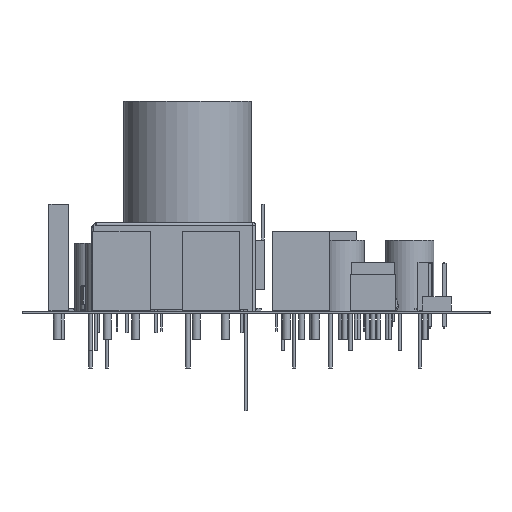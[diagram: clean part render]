
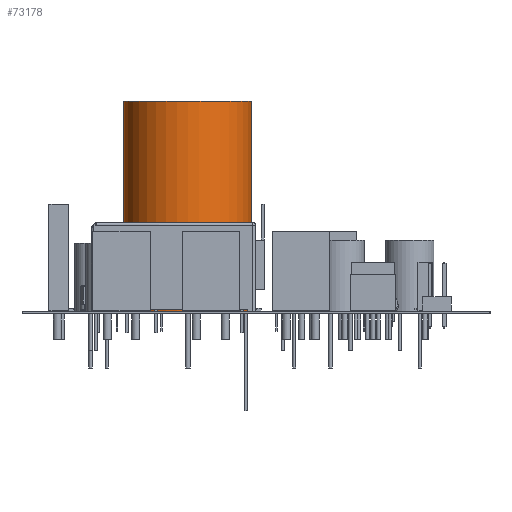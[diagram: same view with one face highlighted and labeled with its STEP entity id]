
A CAD part, left-side view. The second image highlights one B-rep face of the part: STEP entity #73178.
In plain terms, the highlighted cylindrical face has radius 11.25 mm (diameter 22.5 mm), a full revolution.
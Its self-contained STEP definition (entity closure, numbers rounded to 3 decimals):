
#73178 = ADVANCED_FACE('',(#73179),#73206,.T.);
#73179 = FACE_BOUND('',#73180,.T.);
#73180 = EDGE_LOOP('',(#73181,#73190,#73198,#73205));
#73181 = ORIENTED_EDGE('',*,*,#73182,.F.);
#73182 = EDGE_CURVE('',#73183,#73183,#73185,.T.);
#73183 = VERTEX_POINT('',#73184);
#73184 = CARTESIAN_POINT('',(11.25,0.,37.));
#73185 = CIRCLE('',#73186,11.25);
#73186 = AXIS2_PLACEMENT_3D('',#73187,#73188,#73189);
#73187 = CARTESIAN_POINT('',(0.,0.,37.));
#73188 = DIRECTION('',(0.,0.,1.));
#73189 = DIRECTION('',(1.,0.,0.));
#73190 = ORIENTED_EDGE('',*,*,#73191,.F.);
#73191 = EDGE_CURVE('',#73192,#73183,#73194,.T.);
#73192 = VERTEX_POINT('',#73193);
#73193 = CARTESIAN_POINT('',(11.25,0.,0.));
#73194 = LINE('',#73195,#73196);
#73195 = CARTESIAN_POINT('',(11.25,0.,0.));
#73196 = VECTOR('',#73197,1.);
#73197 = DIRECTION('',(0.,0.,1.));
#73198 = ORIENTED_EDGE('',*,*,#73199,.T.);
#73199 = EDGE_CURVE('',#73192,#73192,#73200,.T.);
#73200 = CIRCLE('',#73201,11.25);
#73201 = AXIS2_PLACEMENT_3D('',#73202,#73203,#73204);
#73202 = CARTESIAN_POINT('',(0.,0.,0.));
#73203 = DIRECTION('',(0.,0.,1.));
#73204 = DIRECTION('',(1.,0.,0.));
#73205 = ORIENTED_EDGE('',*,*,#73191,.T.);
#73206 = CYLINDRICAL_SURFACE('',#73207,11.25);
#73207 = AXIS2_PLACEMENT_3D('',#73208,#73209,#73210);
#73208 = CARTESIAN_POINT('',(0.,0.,0.));
#73209 = DIRECTION('',(0.,0.,1.));
#73210 = DIRECTION('',(1.,0.,0.));
